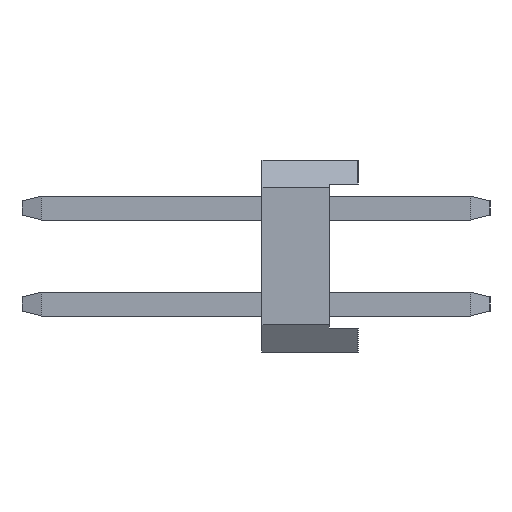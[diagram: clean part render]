
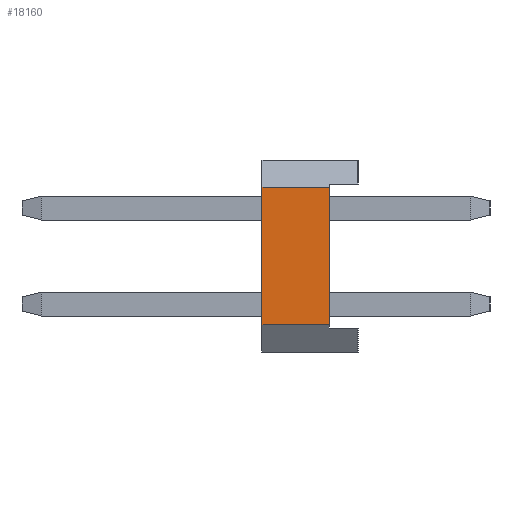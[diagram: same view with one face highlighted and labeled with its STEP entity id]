
A CAD part, left-side view. The second image highlights one B-rep face of the part: STEP entity #18160.
In plain terms, the highlighted planar face has unit normal (-1, 0, 0).
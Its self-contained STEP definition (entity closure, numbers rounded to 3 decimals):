
#2861=DIRECTION('',(0.,0.,1.));
#2862=VECTOR('',#2861,2.857);
#2863=CARTESIAN_POINT('',(-23.,2.,-1.429));
#2864=LINE('',#2863,#2862);
#4245=DIRECTION('',(0.,1.,0.));
#4246=VECTOR('',#4245,1.4);
#4247=CARTESIAN_POINT('',(-23.,0.6,-1.429));
#4248=LINE('',#4247,#4246);
#4249=DIRECTION('',(0.,1.,0.));
#4250=VECTOR('',#4249,1.4);
#4251=CARTESIAN_POINT('',(-23.,0.6,1.429));
#4252=LINE('',#4251,#4250);
#4253=DIRECTION('',(0.,0.,1.));
#4254=VECTOR('',#4253,2.857);
#4255=CARTESIAN_POINT('',(-23.,0.6,-1.429));
#4256=LINE('',#4255,#4254);
#11345=CARTESIAN_POINT('',(-23.,2.,-1.429));
#11347=VERTEX_POINT('',#11345);
#11350=CARTESIAN_POINT('',(-23.,2.,1.429));
#11352=VERTEX_POINT('',#11350);
#11357=CARTESIAN_POINT('',(-23.,0.6,-1.429));
#11358=VERTEX_POINT('',#11357);
#11359=CARTESIAN_POINT('',(-23.,0.6,1.429));
#11360=VERTEX_POINT('',#11359);
#18149=CARTESIAN_POINT('',(-23.,0.,-2.));
#18150=DIRECTION('',(-1.,0.,0.));
#18151=DIRECTION('',(0.,0.,1.));
#18152=AXIS2_PLACEMENT_3D('',#18149,#18150,#18151);
#18153=PLANE('',#18152);
#18154=ORIENTED_EDGE('',*,*,#15473,.T.);
#18155=ORIENTED_EDGE('',*,*,#15737,.T.);
#18156=ORIENTED_EDGE('',*,*,#18142,.F.);
#18157=ORIENTED_EDGE('',*,*,#14748,.F.);
#18158=EDGE_LOOP('',(#18154,#18155,#18156,#18157));
#18159=FACE_OUTER_BOUND('',#18158,.F.);
#14748=EDGE_CURVE('',#11358,#11360,#4256,.T.);
#15473=EDGE_CURVE('',#11358,#11347,#4248,.T.);
#15737=EDGE_CURVE('',#11347,#11352,#2864,.T.);
#18142=EDGE_CURVE('',#11360,#11352,#4252,.T.);
#18160=ADVANCED_FACE('',(#18159),#18153,.T.);
